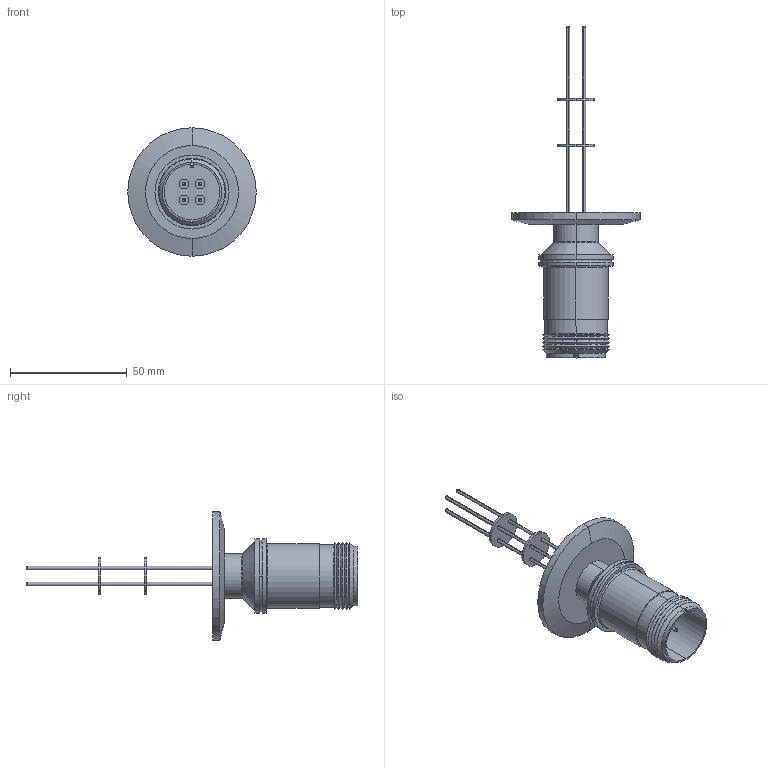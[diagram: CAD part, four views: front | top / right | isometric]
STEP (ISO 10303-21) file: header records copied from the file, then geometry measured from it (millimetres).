
FILE_DESCRIPTION (( 'STEP AP203' ), '1' );
FILE_NAME ('A0194-3-QF.STEP', '2012-02-13T12:56:22', ( '' ), ( '' ), 'SwSTEP 2.0', 'SolidWorks 2011', '' );
FILE_SCHEMA (( 'CONFIG_CONTROL_DESIGN' ));
Length unit declared in the file: inch
Products named in the file (1): A0194-3-QF
Bounding box: 54.99 x 142.11 x 54.99 mm (x, y, z)
Volume: 18389.2 mm3; surface area: 22594.7 mm2
Topology: 1 solids, 1 shells, 202 faces, 453 edges, 291 vertices
Faces by surface type: cylinder 92, plane 52, bspline 32, cone 26
Entity records: 6524 total; most frequent: CARTESIAN_POINT 1941, DIRECTION 994, ORIENTED_EDGE 906, EDGE_CURVE 453, AXIS2_PLACEMENT_3D 428, VERTEX_POINT 291, CIRCLE 257, EDGE_LOOP 252
